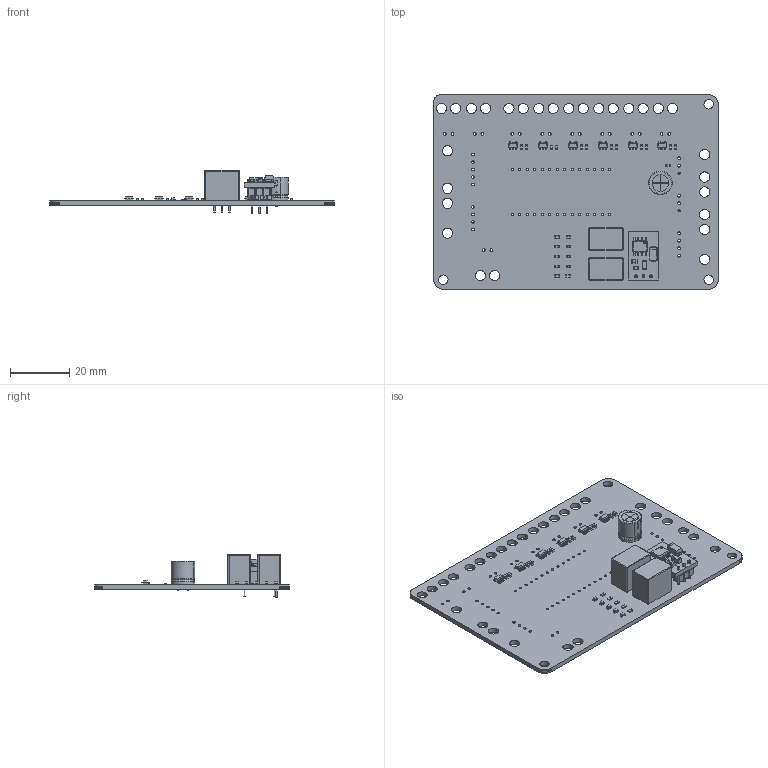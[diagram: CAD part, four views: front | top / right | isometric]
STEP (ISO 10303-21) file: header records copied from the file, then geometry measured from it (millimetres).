
FILE_DESCRIPTION(/* description */ (''),/* implementation_level */ '2;1');
FILE_NAME(/* name */ 'ControlBoard_Hardware.step',/* time_stamp */ '2024-04-02T23:09:59-05:00',/* author */ (''),/* organization */ (''),/* preprocessor_version */ 'ST-DEVELOPER v20',/* originating_system */ 'Autodesk Translation Framework v12.20.1.177',/* authorisation */ '');
FILE_SCHEMA (('AUTOMOTIVE_DESIGN { 1 0 10303 214 3 1 1 }'));
Length unit declared in the file: inch
Products named in the file (16): ControlBoard_Hardware; Converter_DCDC_Murata_OKI-78SR_horizontal; Converter_DCDC_muRata_OKI-78SR_horizontal_1; Converter_DCDC_TRACO_TSR-1_THT; Converter_DCDC_TRACO_TSR_1_THT; LED_0603_1608Metric (1); LED_0603_1608Metric; SOT-23-5; SOT_23_5; CP_Radial_D8.0mm_P3.50mm; CP_Radial_D80mm_P350mm; R_0603_1608Metric (1); R_0603_1608Metric; C_0603_1608Metric (1); C_0603_1608Metric; ControlBoard_Hardware PCB
Assembly tree (41 placements, depth 3):
  ControlBoard_Hardware
    C_0603_1608Metric (1)  x12
      C_0603_1608Metric
    SOT-23-5  x6
      SOT_23_5
    LED_0603_1608Metric (1)  x5
      LED_0603_1608Metric
    R_0603_1608Metric (1)  x6
      R_0603_1608Metric
    Converter_DCDC_Murata_OKI-78SR_horizontal
      Converter_DCDC_muRata_OKI-78SR_horizontal_1
    Converter_DCDC_TRACO_TSR-1_THT  x2
      Converter_DCDC_TRACO_TSR_1_THT
    CP_Radial_D8.0mm_P3.50mm
      CP_Radial_D80mm_P350mm
    ControlBoard_Hardware PCB
Bounding box: 96.52 x 66.04 x 14.61 mm (x, y, z)
Volume: 12472.6 mm3; surface area: 16400.8 mm2
Topology: 37 solids, 38 shells, 2077 faces, 5397 edges, 3440 vertices
Faces by surface type: plane 1470, cylinder 577, bspline 16, torus 14
Full cylindrical faces by diameter (mm): 0.5 x8, 0.6 x1, 0.762 x30, 0.8 x2, 0.9 x35, 1 x12, 3 x1, 3.2 x3, 3.45 x28, 5 x1, 5.6 x1, 6.3 x1, 8 x1
Entity records: 29630 total; most frequent: CARTESIAN_POINT 5867, DIRECTION 4698, ORIENTED_EDGE 4586, EDGE_CURVE 2293, LINE 1702, VECTOR 1702, AXIS2_PLACEMENT_3D 1498, VERTEX_POINT 1465
